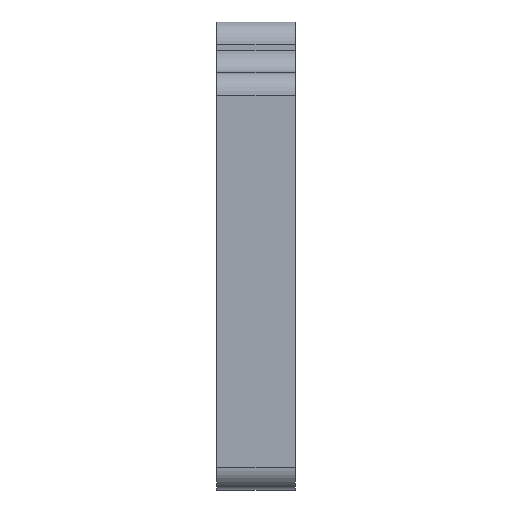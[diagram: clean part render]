
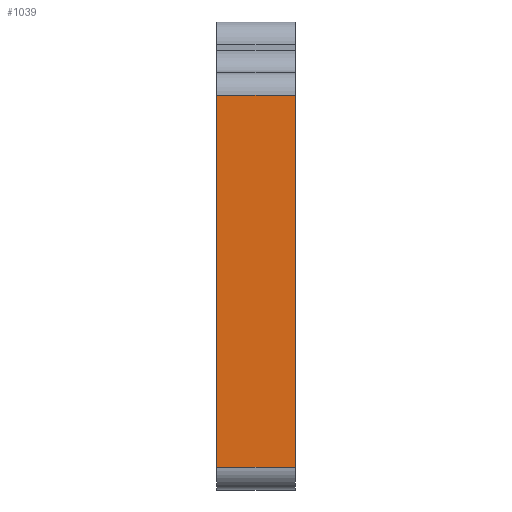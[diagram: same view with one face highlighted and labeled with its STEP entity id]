
A CAD part, top view. The second image highlights one B-rep face of the part: STEP entity #1039.
In plain terms, the highlighted planar face has unit normal (0, 0, 1).
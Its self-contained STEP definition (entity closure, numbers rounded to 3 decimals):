
#46 = VECTOR ( 'NONE', #401, 1000. ) ;
#55 = PLANE ( 'NONE',  #863 ) ;
#74 = EDGE_CURVE ( 'NONE', #785, #136, #956, .T. ) ;
#86 = LINE ( 'NONE', #1113, #46 ) ;
#90 = ORIENTED_EDGE ( 'NONE', *, *, #361, .T. ) ;
#106 = CARTESIAN_POINT ( 'NONE',  ( 7., -5., 7. ) ) ;
#136 = VERTEX_POINT ( 'NONE', #106 ) ;
#143 = DIRECTION ( 'NONE',  ( 0., 1., 0. ) ) ;
#205 = VECTOR ( 'NONE', #646, 1000. ) ;
#276 = EDGE_CURVE ( 'NONE', #805, #136, #86, .T. ) ;
#361 = EDGE_CURVE ( 'NONE', #1067, #805, #1109, .T. ) ;
#383 = CARTESIAN_POINT ( 'NONE',  ( 7., 28., 7. ) ) ;
#401 = DIRECTION ( 'NONE',  ( 1., 0., 0. ) ) ;
#426 = ORIENTED_EDGE ( 'NONE', *, *, #570, .T. ) ;
#490 = LINE ( 'NONE', #1162, #205 ) ;
#570 = EDGE_CURVE ( 'NONE', #785, #1067, #490, .T. ) ;
#646 = DIRECTION ( 'NONE',  ( -1., 0., 0. ) ) ;
#647 = ORIENTED_EDGE ( 'NONE', *, *, #276, .T. ) ;
#680 = VECTOR ( 'NONE', #874, 1000. ) ;
#707 = DIRECTION ( 'NONE',  ( 0., 0., -1. ) ) ;
#737 = DIRECTION ( 'NONE',  ( 0., -1., 0. ) ) ;
#766 = CARTESIAN_POINT ( 'NONE',  ( 0., -5., 7. ) ) ;
#785 = VERTEX_POINT ( 'NONE', #383 ) ;
#799 = VECTOR ( 'NONE', #737, 1000. ) ;
#805 = VERTEX_POINT ( 'NONE', #766 ) ;
#863 = AXIS2_PLACEMENT_3D ( 'NONE', #1043, #707, #143 ) ;
#874 = DIRECTION ( 'NONE',  ( 0., -1., 0. ) ) ;
#902 = CARTESIAN_POINT ( 'NONE',  ( 7., -7., 7. ) ) ;
#914 = EDGE_LOOP ( 'NONE', ( #90, #647, #1010, #426 ) ) ;
#956 = LINE ( 'NONE', #902, #799 ) ;
#962 = FACE_OUTER_BOUND ( 'NONE', #914, .T. ) ;
#1010 = ORIENTED_EDGE ( 'NONE', *, *, #74, .F. ) ;
#1039 = ADVANCED_FACE ( 'NONE', ( #962 ), #55, .F. ) ;
#1043 = CARTESIAN_POINT ( 'NONE',  ( 7., -7., 7. ) ) ;
#1048 = CARTESIAN_POINT ( 'NONE',  ( 0., 28., 7. ) ) ;
#1067 = VERTEX_POINT ( 'NONE', #1048 ) ;
#1109 = LINE ( 'NONE', #1128, #680 ) ;
#1113 = CARTESIAN_POINT ( 'NONE',  ( 7., -5., 7. ) ) ;
#1128 = CARTESIAN_POINT ( 'NONE',  ( 0., -7., 7. ) ) ;
#1162 = CARTESIAN_POINT ( 'NONE',  ( 7., 28., 7. ) ) ;
